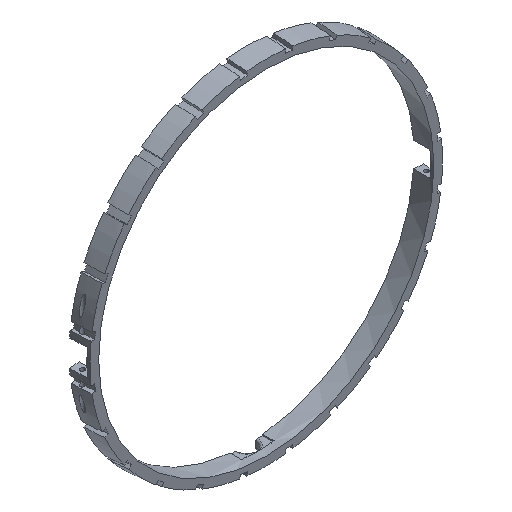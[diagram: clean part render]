
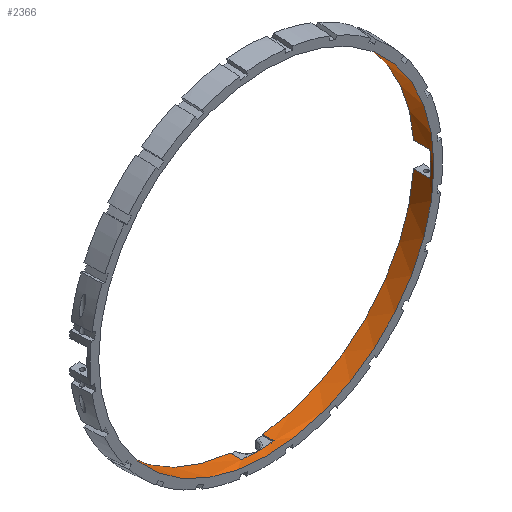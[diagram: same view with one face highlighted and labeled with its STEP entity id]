
A CAD part, isometric view. The second image highlights one B-rep face of the part: STEP entity #2366.
In plain terms, the highlighted cylindrical face has radius 46.425 mm (diameter 92.85 mm), a full revolution.
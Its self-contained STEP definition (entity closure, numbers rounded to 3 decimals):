
#26=CYLINDRICAL_SURFACE('',#2728,46.425);
#243=FACE_OUTER_BOUND('',#374,.T.);
#374=EDGE_LOOP('',(#2156,#2157,#2158,#2159,#2160,#2161,#2162,#2163,#2164,
#2165,#2166,#2167,#2168,#2169,#2170,#2171));
#449=LINE('',#4697,#523);
#452=LINE('',#4705,#526);
#454=LINE('',#4710,#528);
#455=LINE('',#4713,#529);
#456=LINE('',#4716,#530);
#457=LINE('',#4718,#531);
#458=LINE('',#4721,#532);
#523=VECTOR('',#3478,10.);
#526=VECTOR('',#3487,10.);
#528=VECTOR('',#3493,10.);
#529=VECTOR('',#3496,46.425);
#530=VECTOR('',#3499,10.);
#531=VECTOR('',#3500,10.);
#532=VECTOR('',#3503,10.);
#684=CIRCLE('',#2612,46.425);
#691=CIRCLE('',#2620,46.425);
#705=CIRCLE('',#2635,46.425);
#750=CIRCLE('',#2716,46.425);
#754=CIRCLE('',#2725,46.425);
#755=CIRCLE('',#2729,46.425);
#756=CIRCLE('',#2730,46.425);
#757=CIRCLE('',#2731,46.425);
#1019=VERTEX_POINT('',#4335);
#1020=VERTEX_POINT('',#4337);
#1023=VERTEX_POINT('',#4349);
#1024=VERTEX_POINT('',#4351);
#1027=VERTEX_POINT('',#4370);
#1028=VERTEX_POINT('',#4372);
#1054=VERTEX_POINT('',#4684);
#1056=VERTEX_POINT('',#4695);
#1057=VERTEX_POINT('',#4699);
#1059=VERTEX_POINT('',#4709);
#1060=VERTEX_POINT('',#4711);
#1061=VERTEX_POINT('',#4714);
#1062=VERTEX_POINT('',#4717);
#1063=VERTEX_POINT('',#4719);
#1328=EDGE_CURVE('',#1019,#1020,#684,.T.);
#1337=EDGE_CURVE('',#1023,#1024,#691,.T.);
#1353=EDGE_CURVE('',#1027,#1028,#705,.T.);
#1419=EDGE_CURVE('',#1054,#1054,#750,.T.);
#1425=EDGE_CURVE('',#1019,#1056,#449,.T.);
#1426=EDGE_CURVE('',#1056,#1057,#754,.T.);
#1429=EDGE_CURVE('',#1057,#1028,#452,.T.);
#1431=EDGE_CURVE('',#1059,#1027,#454,.T.);
#1432=EDGE_CURVE('',#1060,#1059,#755,.T.);
#1433=EDGE_CURVE('',#1060,#1054,#455,.T.);
#1434=EDGE_CURVE('',#1061,#1060,#756,.T.);
#1435=EDGE_CURVE('',#1024,#1061,#456,.T.);
#1436=EDGE_CURVE('',#1062,#1023,#457,.T.);
#1437=EDGE_CURVE('',#1063,#1062,#757,.T.);
#1438=EDGE_CURVE('',#1020,#1063,#458,.T.);
#2156=ORIENTED_EDGE('',*,*,#1429,.T.);
#2157=ORIENTED_EDGE('',*,*,#1353,.F.);
#2158=ORIENTED_EDGE('',*,*,#1431,.F.);
#2159=ORIENTED_EDGE('',*,*,#1432,.F.);
#2160=ORIENTED_EDGE('',*,*,#1433,.T.);
#2161=ORIENTED_EDGE('',*,*,#1419,.T.);
#2162=ORIENTED_EDGE('',*,*,#1433,.F.);
#2163=ORIENTED_EDGE('',*,*,#1434,.F.);
#2164=ORIENTED_EDGE('',*,*,#1435,.F.);
#2165=ORIENTED_EDGE('',*,*,#1337,.F.);
#2166=ORIENTED_EDGE('',*,*,#1436,.F.);
#2167=ORIENTED_EDGE('',*,*,#1437,.F.);
#2168=ORIENTED_EDGE('',*,*,#1438,.F.);
#2169=ORIENTED_EDGE('',*,*,#1328,.F.);
#2170=ORIENTED_EDGE('',*,*,#1425,.T.);
#2171=ORIENTED_EDGE('',*,*,#1426,.T.);
#2366=ADVANCED_FACE('',(#243),#26,.F.);
#2612=AXIS2_PLACEMENT_3D('',#4338,#3241,#3242);
#2620=AXIS2_PLACEMENT_3D('',#4352,#3259,#3260);
#2635=AXIS2_PLACEMENT_3D('',#4373,#3291,#3292);
#2716=AXIS2_PLACEMENT_3D('',#4685,#3460,#3461);
#2725=AXIS2_PLACEMENT_3D('',#4700,#3481,#3482);
#2728=AXIS2_PLACEMENT_3D('',#4708,#3491,#3492);
#2729=AXIS2_PLACEMENT_3D('',#4712,#3494,#3495);
#2730=AXIS2_PLACEMENT_3D('',#4715,#3497,#3498);
#2731=AXIS2_PLACEMENT_3D('',#4720,#3501,#3502);
#3241=DIRECTION('center_axis',(0.,-1.,0.));
#3242=DIRECTION('ref_axis',(1.,0.,0.));
#3259=DIRECTION('center_axis',(0.,-1.,0.));
#3260=DIRECTION('ref_axis',(1.,0.,0.));
#3291=DIRECTION('center_axis',(0.,-1.,0.));
#3292=DIRECTION('ref_axis',(1.,0.,0.));
#3460=DIRECTION('center_axis',(0.,-1.,0.));
#3461=DIRECTION('ref_axis',(1.,0.,0.));
#3478=DIRECTION('',(0.,-1.,0.));
#3481=DIRECTION('center_axis',(0.,1.,0.));
#3482=DIRECTION('ref_axis',(1.,0.,0.));
#3487=DIRECTION('',(0.,1.,0.));
#3491=DIRECTION('center_axis',(0.,-1.,0.));
#3492=DIRECTION('ref_axis',(1.,0.,0.));
#3493=DIRECTION('',(0.,1.,0.));
#3494=DIRECTION('center_axis',(0.,-1.,0.));
#3495=DIRECTION('ref_axis',(1.,0.,0.));
#3496=DIRECTION('',(0.,-1.,0.));
#3497=DIRECTION('center_axis',(0.,-1.,0.));
#3498=DIRECTION('ref_axis',(1.,0.,0.));
#3499=DIRECTION('',(0.,-1.,0.));
#3500=DIRECTION('',(0.,1.,0.));
#3501=DIRECTION('center_axis',(0.,-1.,0.));
#3502=DIRECTION('ref_axis',(1.,0.,0.));
#3503=DIRECTION('',(0.,-1.,0.));
#4335=CARTESIAN_POINT('',(4.5,0.,-46.206));
#4337=CARTESIAN_POINT('',(46.298,0.,-3.438));
#4338=CARTESIAN_POINT('Origin',(0.,0.,0.));
#4349=CARTESIAN_POINT('',(46.298,0.,3.438));
#4351=CARTESIAN_POINT('',(-46.298,0.,3.438));
#4352=CARTESIAN_POINT('Origin',(0.,0.,0.));
#4370=CARTESIAN_POINT('',(-46.298,0.,-3.438));
#4372=CARTESIAN_POINT('',(-4.5,0.,-46.206));
#4373=CARTESIAN_POINT('Origin',(0.,0.,0.));
#4684=CARTESIAN_POINT('',(-46.425,-5.5,0.));
#4685=CARTESIAN_POINT('Origin',(0.,-5.5,0.));
#4695=CARTESIAN_POINT('',(4.5,-3.15,-46.206));
#4697=CARTESIAN_POINT('',(4.5,0.,-46.206));
#4699=CARTESIAN_POINT('',(-4.5,-3.15,-46.206));
#4700=CARTESIAN_POINT('Origin',(0.,-3.15,0.));
#4705=CARTESIAN_POINT('',(-4.5,0.,-46.206));
#4708=CARTESIAN_POINT('Origin',(0.,0.,0.));
#4709=CARTESIAN_POINT('',(-46.298,-4.503,-3.438));
#4710=CARTESIAN_POINT('',(-46.298,0.,-3.438));
#4711=CARTESIAN_POINT('',(-46.425,-4.503,0.));
#4712=CARTESIAN_POINT('Origin',(0.,-4.503,0.));
#4713=CARTESIAN_POINT('',(-46.425,0.,0.));
#4714=CARTESIAN_POINT('',(-46.298,-4.503,3.438));
#4715=CARTESIAN_POINT('Origin',(0.,-4.503,0.));
#4716=CARTESIAN_POINT('',(-46.298,0.,3.438));
#4717=CARTESIAN_POINT('',(46.298,-4.503,3.438));
#4718=CARTESIAN_POINT('',(46.298,0.,3.438));
#4719=CARTESIAN_POINT('',(46.298,-4.503,-3.438));
#4720=CARTESIAN_POINT('Origin',(0.,-4.503,0.));
#4721=CARTESIAN_POINT('',(46.298,0.,-3.438));
